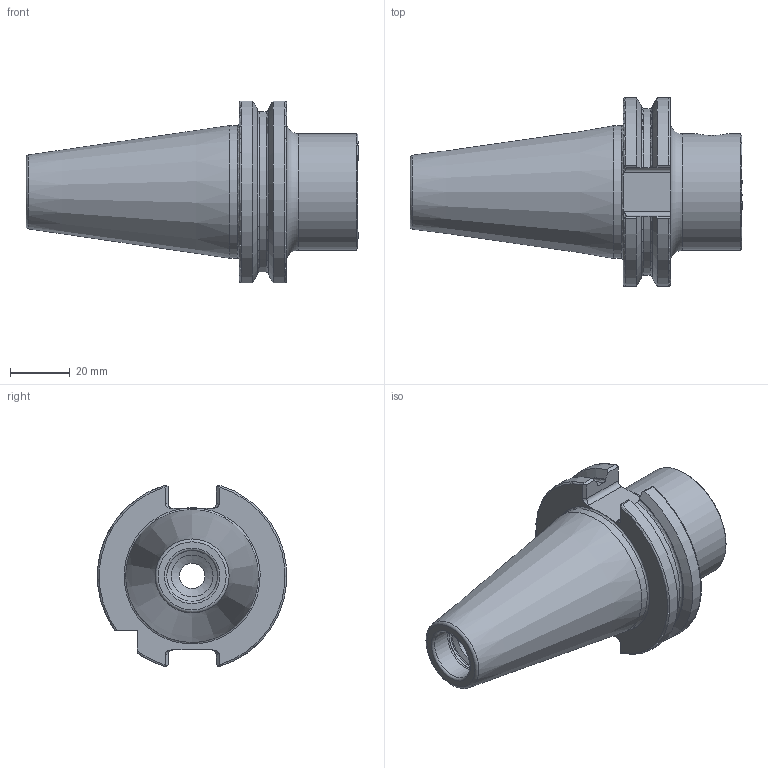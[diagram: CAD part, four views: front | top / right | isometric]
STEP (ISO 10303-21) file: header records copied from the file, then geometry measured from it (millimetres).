
FILE_DESCRIPTION (( 'STEP AP214' ), '1' );
FILE_NAME ('SK4.ST4.K01.043.STEP', '2020-04-15T11:45:20', ( '' ), ( '' ), 'SwSTEP 2.0', 'SolidWorks 2017', '' );
FILE_SCHEMA (( 'AUTOMOTIVE_DESIGN' ));
Length unit declared in the file: millimetre
Products named in the file (3): ST4-ER1.001.011_A; SK4-ST4.K01.043_B; SK4.ST4.K01.043
Assembly tree (2 placements, depth 2):
  SK4.ST4.K01.043
    SK4-ST4.K01.043_B
    ST4-ER1.001.011_A
Bounding box: 111.25 x 63.37 x 60.94 mm (x, y, z)
Volume: 122581.7 mm3; surface area: 24508.8 mm2
Topology: 2 solids, 2 shells, 126 faces, 334 edges, 211 vertices
Faces by surface type: plane 54, cylinder 30, torus 22, cone 18, bspline 2
Full cylindrical faces by diameter (mm): 4 x1, 7.25 x1, 8 x1, 8.5 x1, 14 x1, 17 x1, 17.45 x1, 22 x1, 23 x1, 39 x1, 44.45 x1
Entity records: 4336 total; most frequent: CARTESIAN_POINT 1383, ORIENTED_EDGE 578, DIRECTION 556, EDGE_CURVE 289, AXIS2_PLACEMENT_3D 217, VERTEX_POINT 199, EDGE_LOOP 162, FACE_OUTER_BOUND 145
